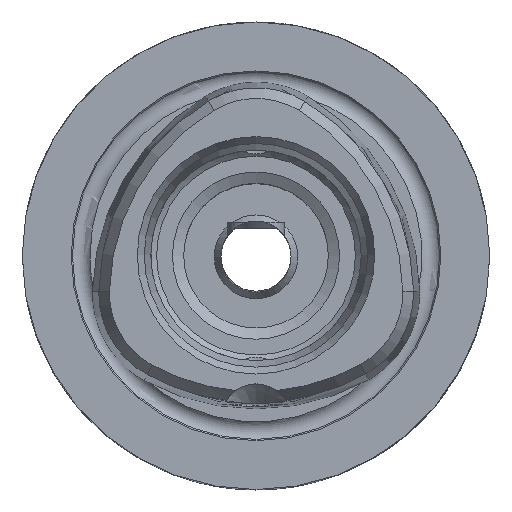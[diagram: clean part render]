
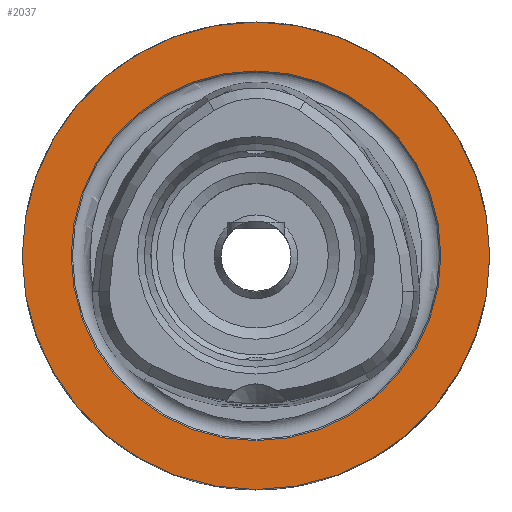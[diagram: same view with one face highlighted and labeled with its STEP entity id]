
A CAD part, top view. The second image highlights one B-rep face of the part: STEP entity #2037.
In plain terms, the highlighted planar face has unit normal (0, 0, 1).
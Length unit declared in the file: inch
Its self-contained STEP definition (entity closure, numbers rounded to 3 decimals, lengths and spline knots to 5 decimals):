
#78=FACE_BOUND('',#353,.T.);
#122=PLANE('',#2301);
#229=FACE_OUTER_BOUND('',#352,.T.);
#352=EDGE_LOOP('',(#1787));
#353=EDGE_LOOP('',(#1788));
#673=CIRCLE('',#2207,0.7874);
#712=CIRCLE('',#2297,0.62261);
#849=VERTEX_POINT('',#3732);
#912=VERTEX_POINT('',#4092);
#1104=EDGE_CURVE('',#849,#849,#673,.T.);
#1204=EDGE_CURVE('',#912,#912,#712,.T.);
#1787=ORIENTED_EDGE('',*,*,#1104,.T.);
#1788=ORIENTED_EDGE('',*,*,#1204,.T.);
#2037=ADVANCED_FACE('',(#229,#78),#122,.T.);
#2207=AXIS2_PLACEMENT_3D('',#3734,#2649,#2650);
#2297=AXIS2_PLACEMENT_3D('',#4094,#2868,#2869);
#2301=AXIS2_PLACEMENT_3D('',#4098,#2876,#2877);
#2649=DIRECTION('center_axis',(0.,0.,
1.));
#2650=DIRECTION('ref_axis',(1.,0.,0.));
#2868=DIRECTION('center_axis',(0.,0.,
-1.));
#2869=DIRECTION('ref_axis',(0.,1.,0.));
#2876=DIRECTION('center_axis',(0.,0.,
1.));
#2877=DIRECTION('ref_axis',(1.,0.,0.));
#3732=CARTESIAN_POINT('',(-1.25209,-0.10094,0.75153));
#3734=CARTESIAN_POINT('Origin',(-0.46468,-0.10094,0.75153));
#4092=CARTESIAN_POINT('',(-0.46468,-0.72354,0.75153));
#4094=CARTESIAN_POINT('Origin',(-0.46468,-0.10094,0.75153));
#4098=CARTESIAN_POINT('Origin',(-0.46468,-0.10094,0.75153));
